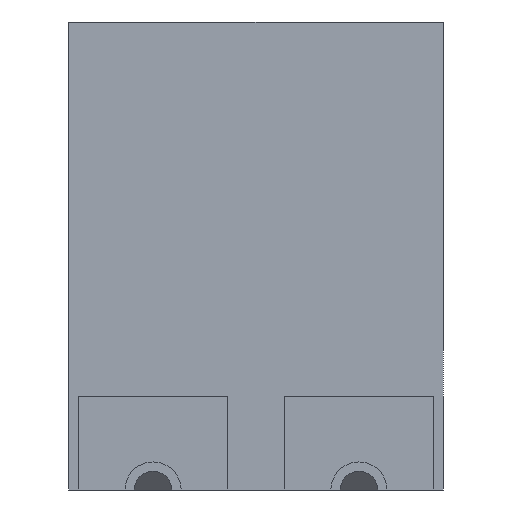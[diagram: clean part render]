
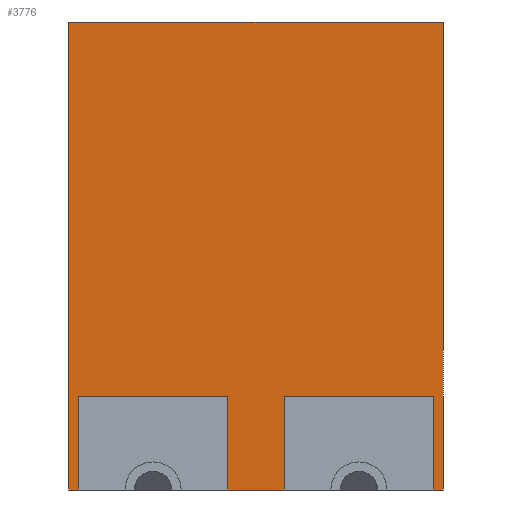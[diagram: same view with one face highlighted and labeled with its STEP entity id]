
A CAD part, front view. The second image highlights one B-rep face of the part: STEP entity #3776.
In plain terms, the highlighted planar face has unit normal (0, -1, 0).
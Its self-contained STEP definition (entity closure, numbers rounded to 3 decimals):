
#14 = CARTESIAN_POINT ( 'NONE',  ( 1021.072, 1124.706, 712.739 ) ) ;
#100 = DIRECTION ( 'NONE',  ( 0., 0., -1. ) ) ;
#107 = CARTESIAN_POINT ( 'NONE',  ( 1021.972, 1124.706, 712.739 ) ) ;
#309 = VERTEX_POINT ( 'NONE', #2250 ) ;
#321 = LINE ( 'NONE', #1216, #3511 ) ;
#324 = CARTESIAN_POINT ( 'NONE',  ( 1021.072, 1124.706, 712.739 ) ) ;
#333 = ORIENTED_EDGE ( 'NONE', *, *, #1068, .T. ) ;
#426 = CARTESIAN_POINT ( 'NONE',  ( 1023.872, 1124.706, 712.739 ) ) ;
#443 = VERTEX_POINT ( 'NONE', #3139 ) ;
#530 = ORIENTED_EDGE ( 'NONE', *, *, #1816, .T. ) ;
#614 = ORIENTED_EDGE ( 'NONE', *, *, #2161, .T. ) ;
#616 = DIRECTION ( 'NONE',  ( 0., 0., -1. ) ) ;
#655 = DIRECTION ( 'NONE',  ( 1., 0., 0. ) ) ;
#685 = CARTESIAN_POINT ( 'NONE',  ( 1021.072, 1124.706, 717.739 ) ) ;
#780 = ORIENTED_EDGE ( 'NONE', *, *, #2684, .F. ) ;
#843 = VECTOR ( 'NONE', #994, 1000. ) ;
#873 = DIRECTION ( 'NONE',  ( -1., 0., 0. ) ) ;
#936 = CARTESIAN_POINT ( 'NONE',  ( 1025.072, 1124.706, 717.739 ) ) ;
#949 = VERTEX_POINT ( 'NONE', #14 ) ;
#994 = DIRECTION ( 'NONE',  ( -1., 0., 0. ) ) ;
#1058 = VECTOR ( 'NONE', #873, 1000. ) ;
#1068 = EDGE_CURVE ( 'NONE', #2979, #1692, #2537, .T. ) ;
#1216 = CARTESIAN_POINT ( 'NONE',  ( 1025.072, 1124.706, 712.739 ) ) ;
#1253 = VECTOR ( 'NONE', #3675, 1000. ) ;
#1260 = CARTESIAN_POINT ( 'NONE',  ( 1024.172, 1124.706, 712.739 ) ) ;
#1262 = CARTESIAN_POINT ( 'NONE',  ( 1021.672, 1124.706, 712.739 ) ) ;
#1310 = LINE ( 'NONE', #685, #843 ) ;
#1318 = EDGE_CURVE ( 'NONE', #1787, #3375, #3476, .T. ) ;
#1505 = DIRECTION ( 'NONE',  ( 0., 0., -1. ) ) ;
#1524 = ORIENTED_EDGE ( 'NONE', *, *, #1318, .T. ) ;
#1561 = LINE ( 'NONE', #324, #1827 ) ;
#1601 = CARTESIAN_POINT ( 'NONE',  ( 1021.072, 1124.706, 712.739 ) ) ;
#1692 = VERTEX_POINT ( 'NONE', #2399 ) ;
#1736 = AXIS2_PLACEMENT_3D ( 'NONE', #107, #3679, #2783 ) ;
#1758 = ORIENTED_EDGE ( 'NONE', *, *, #2501, .F. ) ;
#1787 = VERTEX_POINT ( 'NONE', #1262 ) ;
#1816 = EDGE_CURVE ( 'NONE', #949, #1787, #3661, .T. ) ;
#1827 = VECTOR ( 'NONE', #3569, 1000. ) ;
#1885 = CARTESIAN_POINT ( 'NONE',  ( 1022.272, 1124.706, 712.739 ) ) ;
#1919 = FACE_OUTER_BOUND ( 'NONE', #2917, .T. ) ;
#2053 = CARTESIAN_POINT ( 'NONE',  ( 1021.072, 1124.706, 717.739 ) ) ;
#2118 = CARTESIAN_POINT ( 'NONE',  ( 1021.072, 1124.706, 712.739 ) ) ;
#2155 = LINE ( 'NONE', #1601, #1253 ) ;
#2161 = EDGE_CURVE ( 'NONE', #2492, #443, #1310, .T. ) ;
#2250 = CARTESIAN_POINT ( 'NONE',  ( 1025.072, 1124.706, 712.739 ) ) ;
#2300 = AXIS2_PLACEMENT_3D ( 'NONE', #2053, #2370, #1505 ) ;
#2365 = CARTESIAN_POINT ( 'NONE',  ( 1025.072, 1124.706, 712.739 ) ) ;
#2370 = DIRECTION ( 'NONE',  ( 0., -1., 0. ) ) ;
#2399 = CARTESIAN_POINT ( 'NONE',  ( 1024.472, 1124.706, 712.739 ) ) ;
#2467 = LINE ( 'NONE', #2365, #1058 ) ;
#2492 = VERTEX_POINT ( 'NONE', #936 ) ;
#2501 = EDGE_CURVE ( 'NONE', #2492, #309, #321, .T. ) ;
#2537 = CIRCLE ( 'NONE', #3032, 0.3 ) ;
#2684 = EDGE_CURVE ( 'NONE', #309, #1692, #2467, .T. ) ;
#2783 = DIRECTION ( 'NONE',  ( 0., 0., -1. ) ) ;
#2917 = EDGE_LOOP ( 'NONE', ( #1524, #3467, #333, #780, #1758, #614, #3498, #530 ) ) ;
#2979 = VERTEX_POINT ( 'NONE', #426 ) ;
#2993 = DIRECTION ( 'NONE',  ( 0., 1., 0. ) ) ;
#3032 = AXIS2_PLACEMENT_3D ( 'NONE', #1260, #2993, #100 ) ;
#3139 = CARTESIAN_POINT ( 'NONE',  ( 1021.072, 1124.706, 717.739 ) ) ;
#3201 = PLANE ( 'NONE',  #2300 ) ;
#3279 = VECTOR ( 'NONE', #655, 1000. ) ;
#3339 = EDGE_CURVE ( 'NONE', #3375, #2979, #2155, .T. ) ;
#3375 = VERTEX_POINT ( 'NONE', #1885 ) ;
#3467 = ORIENTED_EDGE ( 'NONE', *, *, #3339, .T. ) ;
#3476 = CIRCLE ( 'NONE', #1736, 0.3 ) ;
#3498 = ORIENTED_EDGE ( 'NONE', *, *, #3802, .F. ) ;
#3511 = VECTOR ( 'NONE', #616, 1000. ) ;
#3569 = DIRECTION ( 'NONE',  ( 0., 0., 1. ) ) ;
#3661 = LINE ( 'NONE', #2118, #3279 ) ;
#3675 = DIRECTION ( 'NONE',  ( 1., 0., 0. ) ) ;
#3679 = DIRECTION ( 'NONE',  ( 0., 1., 0. ) ) ;
#3776 = ADVANCED_FACE ( 'NONE', ( #1919 ), #3201, .T. ) ;
#3802 = EDGE_CURVE ( 'NONE', #949, #443, #1561, .T. ) ;
